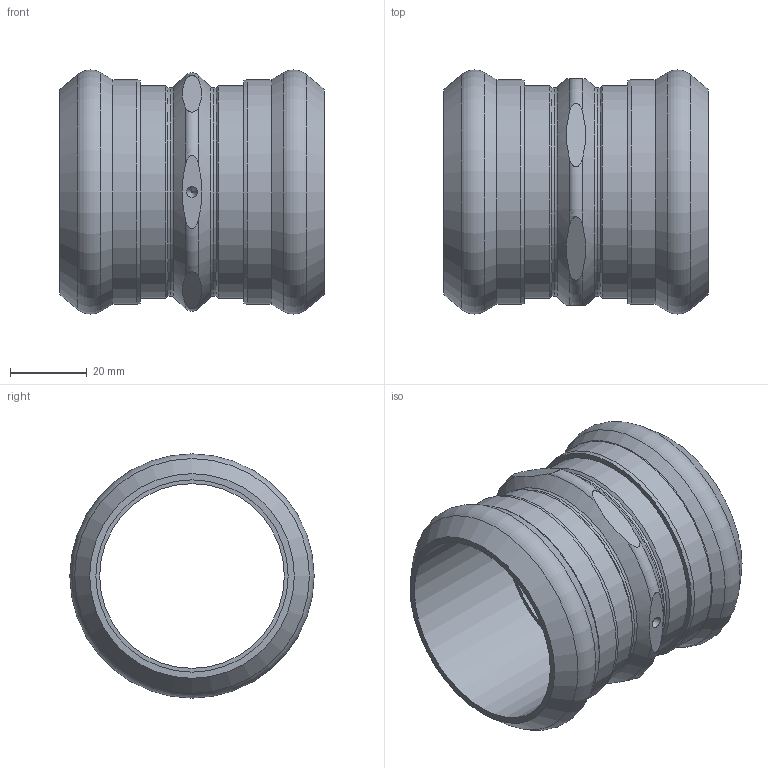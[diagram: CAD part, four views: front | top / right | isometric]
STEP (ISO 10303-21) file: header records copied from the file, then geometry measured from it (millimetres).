
FILE_DESCRIPTION(/* description */ (''),/* implementation_level */ '2;1');
FILE_NAME(/* name */ '',/* time_stamp */ '2025-06-20T10:27:49+07:00',/* author */ ('zeta-72'),/* organization */ (''),/* preprocessor_version */ 'ST-DEVELOPER v19.2',/* originating_system */ 'Autodesk Inventor 2024',/* authorisation */ '');
FILE_SCHEMA (('AUTOMOTIVE_DESIGN { 1 0 10303 214 3 1 1 }'));
Length unit declared in the file: millimetre
Products named in the file (1): ЗЭТА.046.070.000_Муфта соединительная 
IP66_Упростить_2
Bounding box: 68.9 x 63.5 x 63.5 mm (x, y, z)
Volume: 49935.1 mm3; surface area: 26191.4 mm2
Topology: 1 solids, 1 shells, 47 faces, 113 edges, 74 vertices
Faces by surface type: plane 14, cone 12, torus 12, cylinder 9
Full cylindrical faces by diameter (mm): 48 x1, 50 x2, 54.1 x2, 55.3 x2, 58.5 x2
Entity records: 1713 total; most frequent: CARTESIAN_POINT 515, DIRECTION 249, ORIENTED_EDGE 226, AXIS2_PLACEMENT_3D 114, EDGE_CURVE 113, VERTEX_POINT 74, CIRCLE 66, EDGE_LOOP 55
